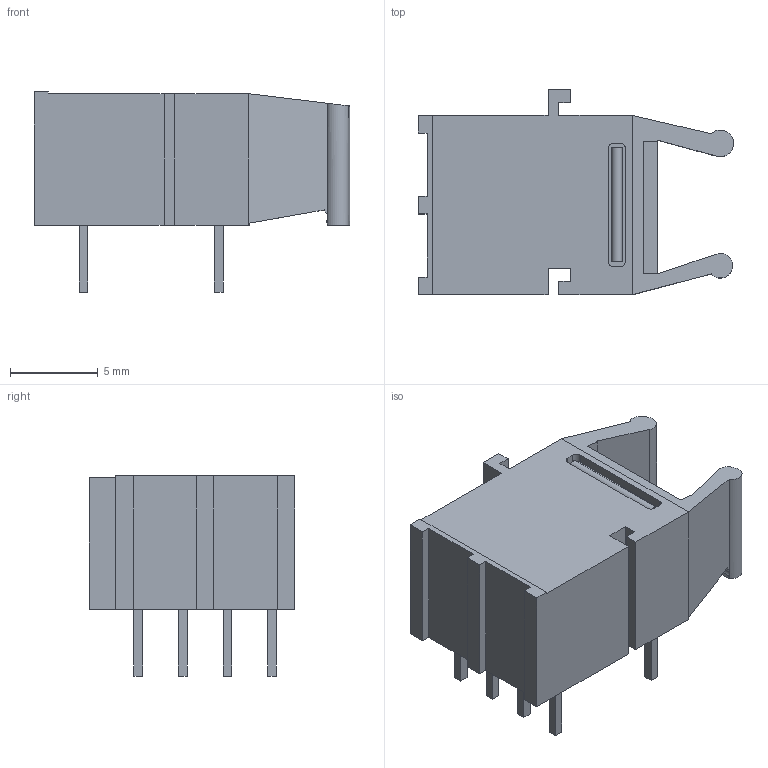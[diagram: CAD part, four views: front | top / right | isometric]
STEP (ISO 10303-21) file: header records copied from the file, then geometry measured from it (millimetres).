
FILE_DESCRIPTION(('FreeCAD Model'),'2;1');
FILE_NAME('Broadcom_AFBR-16xxZ_Horizontal.step','2018-08-02T21:43:40',( 'kicad StepUp'),('ksu MCAD'),'Open CASCADE STEP processor 7.1', 'FreeCAD','Unknown');
FILE_SCHEMA(('AUTOMOTIVE_DESIGN { 1 0 10303 214 1 1 1 1 }'));
Length unit declared in the file: millimetre
Products named in the file (1): Broadcom_AFBR-16xxZ_Horizontal
Bounding box: 17.95 x 11.7 x 11.4 mm (x, y, z)
Volume: 1062.2 mm3; surface area: 898.8 mm2
Topology: 1 solids, 1 shells, 101 faces, 268 edges, 178 vertices
Faces by surface type: plane 87, cylinder 14
Full cylindrical faces by diameter (mm): 4 x1
Entity records: 3839 total; most frequent: CARTESIAN_POINT 578, ORIENTED_EDGE 536, DIRECTION 498, EDGE_CURVE 268, LINE 234, VECTOR 234, VERTEX_POINT 178, AXIS2_PLACEMENT_3D 132
